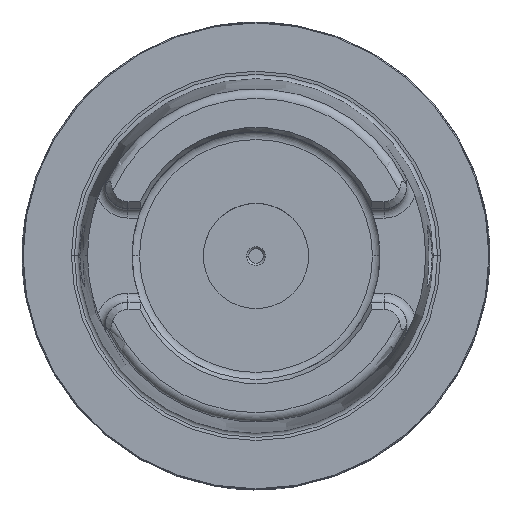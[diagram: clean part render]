
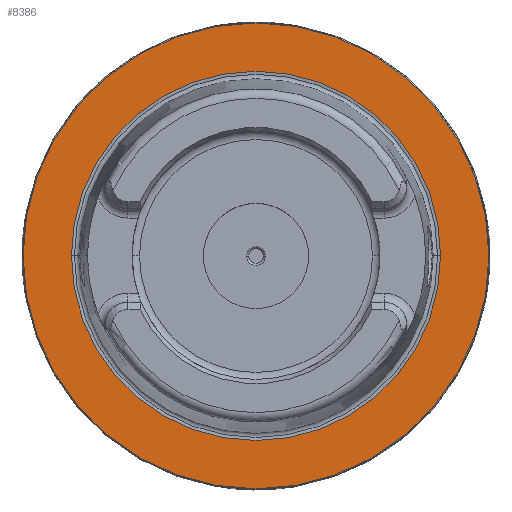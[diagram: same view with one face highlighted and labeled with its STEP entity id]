
A CAD part, top view. The second image highlights one B-rep face of the part: STEP entity #8386.
In plain terms, the highlighted planar face has unit normal (0, 0, 1).
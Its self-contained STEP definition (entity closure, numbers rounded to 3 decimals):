
#3394=CARTESIAN_POINT('',(0.,0.,0.));
#3395=DIRECTION('',(0.,0.,1.));
#3396=DIRECTION('',(1.,0.,0.));
#3397=AXIS2_PLACEMENT_3D('',#3394,#3395,#3396);
#3410=CARTESIAN_POINT('',(0.,0.,0.));
#3411=DIRECTION('',(0.,0.,-1.));
#3412=DIRECTION('',(1.,0.,0.));
#3413=AXIS2_PLACEMENT_3D('',#3410,#3411,#3412);
#3432=CARTESIAN_POINT('',(0.,0.,0.));
#3433=DIRECTION('',(0.,0.,1.));
#3434=DIRECTION('',(1.,0.,0.));
#3435=AXIS2_PLACEMENT_3D('',#3432,#3433,#3434);
#5853=CARTESIAN_POINT('',(0.,0.,0.));
#5854=DIRECTION('',(0.,0.,-1.));
#5855=DIRECTION('',(1.,0.,0.));
#5856=AXIS2_PLACEMENT_3D('',#5853,#5854,#5855);
#5941=CARTESIAN_POINT('',(39.464,0.,0.));
#5943=VERTEX_POINT('',#5941);
#5953=CARTESIAN_POINT('',(-39.464,0.,0.));
#5955=VERTEX_POINT('',#5953);
#6187=CARTESIAN_POINT('',(49.8,0.,0.));
#6188=CARTESIAN_POINT('',(-49.8,0.,0.));
#6189=VERTEX_POINT('',#6187);
#6190=VERTEX_POINT('',#6188);
#8370=CARTESIAN_POINT('',(0.,0.,0.));
#8371=DIRECTION('',(0.,0.,-1.));
#8372=DIRECTION('',(-1.,0.,0.));
#8373=AXIS2_PLACEMENT_3D('',#8370,#8371,#8372);
#8374=PLANE('',#8373);
#8375=ORIENTED_EDGE('',*,*,#8360,.F.);
#8377=ORIENTED_EDGE('',*,*,#8376,.T.);
#8378=EDGE_LOOP('',(#8375,#8377));
#8379=FACE_OUTER_BOUND('',#8378,.F.);
#8381=ORIENTED_EDGE('',*,*,#8380,.F.);
#8383=ORIENTED_EDGE('',*,*,#8382,.T.);
#8384=EDGE_LOOP('',(#8381,#8383));
#8385=FACE_BOUND('',#8384,.F.);
#3398=CIRCLE('',#3397,49.8);
#3414=CIRCLE('',#3413,39.464);
#3436=CIRCLE('',#3435,39.464);
#5857=CIRCLE('',#5856,49.8);
#8360=EDGE_CURVE('',#6189,#6190,#3398,.T.);
#8376=EDGE_CURVE('',#6189,#6190,#5857,.T.);
#8380=EDGE_CURVE('',#5943,#5955,#3414,.T.);
#8382=EDGE_CURVE('',#5943,#5955,#3436,.T.);
#8386=ADVANCED_FACE('',(#8379,#8385),#8374,.F.);
